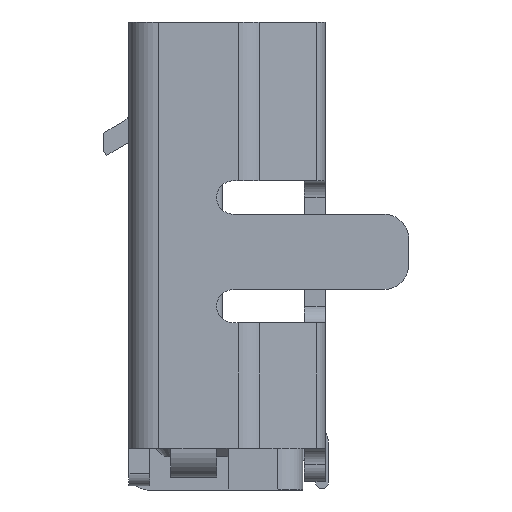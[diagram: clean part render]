
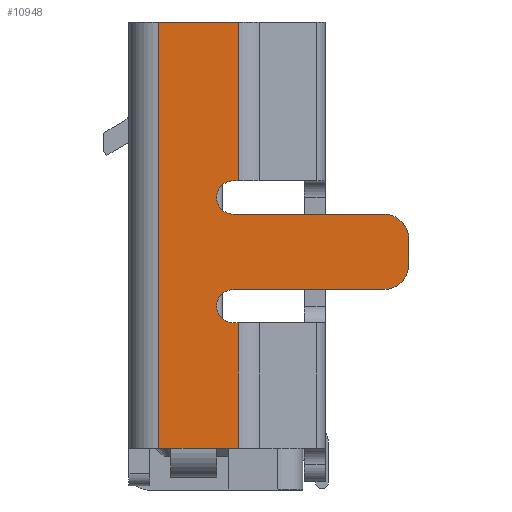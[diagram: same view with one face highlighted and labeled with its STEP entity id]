
A CAD part, left-side view. The second image highlights one B-rep face of the part: STEP entity #10948.
In plain terms, the highlighted planar face has unit normal (-1, 0, 0).
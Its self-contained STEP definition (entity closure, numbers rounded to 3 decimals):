
#4350 = VERTEX_POINT('',#4351);
#4351 = CARTESIAN_POINT('',(0.,1.05,
    -5.471));
#4357 = EDGE_CURVE('',#4350,#4358,#4360,.T.);
#4358 = VERTEX_POINT('',#4359);
#4359 = CARTESIAN_POINT('',(0.,0.791,-5.471));
#4360 = LINE('',#4361,#4362);
#4361 = CARTESIAN_POINT('',(0.,0.25,
    -5.471));
#4362 = VECTOR('',#4363,1.);
#4363 = DIRECTION('',(0.,-1.,0.));
#10927 = EDGE_CURVE('',#4358,#10928,#10930,.T.);
#10928 = VERTEX_POINT('',#10929);
#10929 = CARTESIAN_POINT('',(0.,0.791,-3.971));
#10930 = LINE('',#10931,#10932);
#10931 = CARTESIAN_POINT('',(0.,0.791,
    -4.721));
#10932 = VECTOR('',#10933,1.);
#10933 = DIRECTION('',(0.,0.,1.));
#10948 = ADVANCED_FACE('',(#10949),#11067,.T.);
#10949 = FACE_BOUND('',#10950,.T.);
#10950 = EDGE_LOOP('',(#10951,#10959,#10960,#10961,#10969,#10978,#10986,
    #10995,#11003,#11012,#11020,#11029,#11037,#11045,#11053,#11061));
#10951 = ORIENTED_EDGE('',*,*,#10952,.T.);
#10952 = EDGE_CURVE('',#10953,#4350,#10955,.T.);
#10953 = VERTEX_POINT('',#10954);
#10954 = CARTESIAN_POINT('',(0.,1.6,-5.471));
#10955 = LINE('',#10956,#10957);
#10956 = CARTESIAN_POINT('',(0.,0.25,
    -5.471));
#10957 = VECTOR('',#10958,1.);
#10958 = DIRECTION('',(0.,-1.,0.));
#10959 = ORIENTED_EDGE('',*,*,#4357,.T.);
#10960 = ORIENTED_EDGE('',*,*,#10927,.T.);
#10961 = ORIENTED_EDGE('',*,*,#10962,.T.);
#10962 = EDGE_CURVE('',#10928,#10963,#10965,.T.);
#10963 = VERTEX_POINT('',#10964);
#10964 = CARTESIAN_POINT('',(0.,0.85,-3.971));
#10965 = LINE('',#10966,#10967);
#10966 = CARTESIAN_POINT('',(0.,0.25,
    -3.971));
#10967 = VECTOR('',#10968,1.);
#10968 = DIRECTION('',(0.,1.,0.));
#10969 = ORIENTED_EDGE('',*,*,#10970,.T.);
#10970 = EDGE_CURVE('',#10963,#10971,#10973,.T.);
#10971 = VERTEX_POINT('',#10972);
#10972 = CARTESIAN_POINT('',(0.,0.85,-3.571));
#10973 = CIRCLE('',#10974,0.2);
#10974 = AXIS2_PLACEMENT_3D('',#10975,#10976,#10977);
#10975 = CARTESIAN_POINT('',(0.,0.85,-3.771));
#10976 = DIRECTION('',(1.,0.,-0.));
#10977 = DIRECTION('',(0.,0.,1.));
#10978 = ORIENTED_EDGE('',*,*,#10979,.T.);
#10979 = EDGE_CURVE('',#10971,#10980,#10982,.T.);
#10980 = VERTEX_POINT('',#10981);
#10981 = CARTESIAN_POINT('',(0.,-0.95,-3.571));
#10982 = LINE('',#10983,#10984);
#10983 = CARTESIAN_POINT('',(0.,0.25,
    -3.571));
#10984 = VECTOR('',#10985,1.);
#10985 = DIRECTION('',(0.,-1.,0.));
#10986 = ORIENTED_EDGE('',*,*,#10987,.T.);
#10987 = EDGE_CURVE('',#10980,#10988,#10990,.T.);
#10988 = VERTEX_POINT('',#10989);
#10989 = CARTESIAN_POINT('',(0.,-1.25,-3.271));
#10990 = CIRCLE('',#10991,0.3);
#10991 = AXIS2_PLACEMENT_3D('',#10992,#10993,#10994);
#10992 = CARTESIAN_POINT('',(0.,-0.95,-3.271));
#10993 = DIRECTION('',(-1.,0.,0.));
#10994 = DIRECTION('',(0.,0.,1.));
#10995 = ORIENTED_EDGE('',*,*,#10996,.T.);
#10996 = EDGE_CURVE('',#10988,#10997,#10999,.T.);
#10997 = VERTEX_POINT('',#10998);
#10998 = CARTESIAN_POINT('',(0.,-1.25,-2.971));
#10999 = LINE('',#11000,#11001);
#11000 = CARTESIAN_POINT('',(0.,-1.25,
    -2.921));
#11001 = VECTOR('',#11002,1.);
#11002 = DIRECTION('',(0.,0.,1.));
#11003 = ORIENTED_EDGE('',*,*,#11004,.T.);
#11004 = EDGE_CURVE('',#10997,#11005,#11007,.T.);
#11005 = VERTEX_POINT('',#11006);
#11006 = CARTESIAN_POINT('',(0.,-0.95,-2.671));
#11007 = CIRCLE('',#11008,0.3);
#11008 = AXIS2_PLACEMENT_3D('',#11009,#11010,#11011);
#11009 = CARTESIAN_POINT('',(0.,-0.95,-2.971));
#11010 = DIRECTION('',(-1.,0.,0.));
#11011 = DIRECTION('',(0.,0.,1.));
#11012 = ORIENTED_EDGE('',*,*,#11013,.T.);
#11013 = EDGE_CURVE('',#11005,#11014,#11016,.T.);
#11014 = VERTEX_POINT('',#11015);
#11015 = CARTESIAN_POINT('',(0.,0.85,-2.671));
#11016 = LINE('',#11017,#11018);
#11017 = CARTESIAN_POINT('',(0.,0.25,
    -2.671));
#11018 = VECTOR('',#11019,1.);
#11019 = DIRECTION('',(0.,1.,0.));
#11020 = ORIENTED_EDGE('',*,*,#11021,.T.);
#11021 = EDGE_CURVE('',#11014,#11022,#11024,.T.);
#11022 = VERTEX_POINT('',#11023);
#11023 = CARTESIAN_POINT('',(0.,0.85,-2.271));
#11024 = CIRCLE('',#11025,0.2);
#11025 = AXIS2_PLACEMENT_3D('',#11026,#11027,#11028);
#11026 = CARTESIAN_POINT('',(0.,0.85,-2.471));
#11027 = DIRECTION('',(1.,0.,-0.));
#11028 = DIRECTION('',(0.,0.,1.));
#11029 = ORIENTED_EDGE('',*,*,#11030,.T.);
#11030 = EDGE_CURVE('',#11022,#11031,#11033,.T.);
#11031 = VERTEX_POINT('',#11032);
#11032 = CARTESIAN_POINT('',(0.,0.791,-2.271));
#11033 = LINE('',#11034,#11035);
#11034 = CARTESIAN_POINT('',(0.,0.25,
    -2.271));
#11035 = VECTOR('',#11036,1.);
#11036 = DIRECTION('',(0.,-1.,0.));
#11037 = ORIENTED_EDGE('',*,*,#11038,.T.);
#11038 = EDGE_CURVE('',#11031,#11039,#11041,.T.);
#11039 = VERTEX_POINT('',#11040);
#11040 = CARTESIAN_POINT('',(0.,0.791,-0.371));
#11041 = LINE('',#11042,#11043);
#11042 = CARTESIAN_POINT('',(0.,0.791,
    -1.321));
#11043 = VECTOR('',#11044,1.);
#11044 = DIRECTION('',(0.,0.,1.));
#11045 = ORIENTED_EDGE('',*,*,#11046,.T.);
#11046 = EDGE_CURVE('',#11039,#11047,#11049,.T.);
#11047 = VERTEX_POINT('',#11048);
#11048 = CARTESIAN_POINT('',(0.,1.75,-0.371));
#11049 = LINE('',#11050,#11051);
#11050 = CARTESIAN_POINT('',(0.,0.25,
    -0.371));
#11051 = VECTOR('',#11052,1.);
#11052 = DIRECTION('',(0.,1.,0.));
#11053 = ORIENTED_EDGE('',*,*,#11054,.T.);
#11054 = EDGE_CURVE('',#11047,#11055,#11057,.T.);
#11055 = VERTEX_POINT('',#11056);
#11056 = CARTESIAN_POINT('',(0.,1.75,-5.471));
#11057 = LINE('',#11058,#11059);
#11058 = CARTESIAN_POINT('',(0.,1.75,
    -2.921));
#11059 = VECTOR('',#11060,1.);
#11060 = DIRECTION('',(0.,0.,-1.));
#11061 = ORIENTED_EDGE('',*,*,#11062,.T.);
#11062 = EDGE_CURVE('',#11055,#10953,#11063,.T.);
#11063 = LINE('',#11064,#11065);
#11064 = CARTESIAN_POINT('',(0.,1.85,
    -5.471));
#11065 = VECTOR('',#11066,1.);
#11066 = DIRECTION('',(0.,-1.,0.));
#11067 = PLANE('',#11068);
#11068 = AXIS2_PLACEMENT_3D('',#11069,#11070,#11071);
#11069 = CARTESIAN_POINT('',(0.,1.75,-5.471));
#11070 = DIRECTION('',(-1.,0.,0.));
#11071 = DIRECTION('',(0.,0.,1.));
